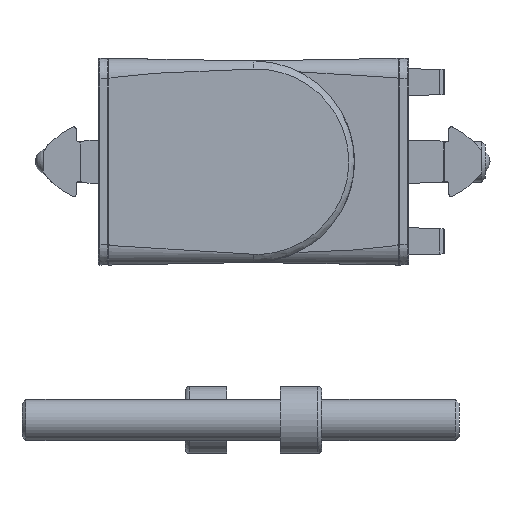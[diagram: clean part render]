
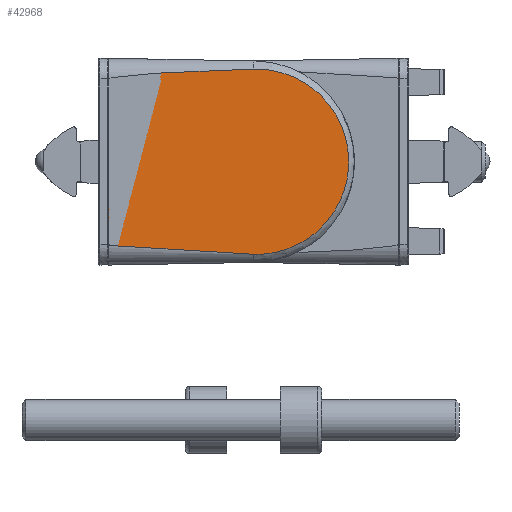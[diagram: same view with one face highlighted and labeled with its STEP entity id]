
A CAD part, front view. The second image highlights one B-rep face of the part: STEP entity #42968.
In plain terms, the highlighted face is planar.
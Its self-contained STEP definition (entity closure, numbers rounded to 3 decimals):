
#42968 = ADVANCED_FACE('',(#42969),#43020,.F.);
#42969 = FACE_BOUND('',#42970,.T.);
#42970 = EDGE_LOOP('',(#42971,#42996,#43005,#43013));
#42971 = ORIENTED_EDGE('',*,*,#42972,.F.);
#42972 = EDGE_CURVE('',#42973,#42975,#42977,.T.);
#42973 = VERTEX_POINT('',#42974);
#42974 = CARTESIAN_POINT('',(-28.,39.511,17.916));
#42975 = VERTEX_POINT('',#42976);
#42976 = CARTESIAN_POINT('',(-28.,39.511,-17.916));
#42977 = B_SPLINE_CURVE_WITH_KNOTS('',3,(#42978,#42979,#42980,#42981,
    #42982,#42983,#42984,#42985,#42986,#42987,#42988,#42989,#42990,
    #42991,#42992,#42993,#42994,#42995),.UNSPECIFIED.,.F.,.F.,(4,1,1,1,1
    ,1,1,1,1,1,1,1,1,1,1,4),(0.,0.004,
    0.007,0.011,0.014,
    0.021,0.025,0.029,
    0.032,0.036,0.039,
    0.043,0.046,0.05,
    0.053,0.057),.UNSPECIFIED.);
#42978 = CARTESIAN_POINT('',(-28.,39.511,17.916));
#42979 = CARTESIAN_POINT('',(-29.205,39.49,
    17.955));
#42980 = CARTESIAN_POINT('',(-31.574,39.449,
    17.791));
#42981 = CARTESIAN_POINT('',(-35.069,39.388,
    16.821));
#42982 = CARTESIAN_POINT('',(-38.25,39.332,
    15.197));
#42983 = CARTESIAN_POINT('',(-42.028,39.266,
    12.192));
#42984 = CARTESIAN_POINT('',(-44.755,39.219,
    8.189));
#42985 = CARTESIAN_POINT('',(-46.175,39.194,
    3.577));
#42986 = CARTESIAN_POINT('',(-46.533,39.188,
    0.024));
#42987 = CARTESIAN_POINT('',(-46.175,39.194,
    -3.583));
#42988 = CARTESIAN_POINT('',(-45.121,39.212,
    -7.006));
#42989 = CARTESIAN_POINT('',(-43.405,39.242,
    -10.173));
#42990 = CARTESIAN_POINT('',(-41.083,39.283,
    -12.941));
#42991 = CARTESIAN_POINT('',(-38.291,39.332,
    -15.172));
#42992 = CARTESIAN_POINT('',(-35.062,39.388,
    -16.824));
#42993 = CARTESIAN_POINT('',(-31.623,39.448,
    -17.782));
#42994 = CARTESIAN_POINT('',(-29.205,39.49,
    -17.955));
#42995 = CARTESIAN_POINT('',(-28.,39.511,-17.916));
#42996 = ORIENTED_EDGE('',*,*,#42997,.F.);
#42997 = EDGE_CURVE('',#42998,#42973,#43000,.T.);
#42998 = VERTEX_POINT('',#42999);
#42999 = CARTESIAN_POINT('',(0.,40.,16.));
#43000 = ELLIPSE('',#43001,229.195,4.);
#43001 = AXIS2_PLACEMENT_3D('',#43002,#43003,#43004);
#43002 = CARTESIAN_POINT('',(-229.16,36.,16.));
#43003 = DIRECTION('',(0.017,-1.,0.));
#43004 = DIRECTION('',(1.,0.017,0.));
#43005 = ORIENTED_EDGE('',*,*,#43006,.T.);
#43006 = EDGE_CURVE('',#42998,#43007,#43009,.T.);
#43007 = VERTEX_POINT('',#43008);
#43008 = CARTESIAN_POINT('',(0.,40.,-16.));
#43009 = LINE('',#43010,#43011);
#43010 = CARTESIAN_POINT('',(0.,40.,20.));
#43011 = VECTOR('',#43012,1.);
#43012 = DIRECTION('',(0.,0.,-1.));
#43013 = ORIENTED_EDGE('',*,*,#43014,.F.);
#43014 = EDGE_CURVE('',#42975,#43007,#43015,.T.);
#43015 = ELLIPSE('',#43016,229.195,4.);
#43016 = AXIS2_PLACEMENT_3D('',#43017,#43018,#43019);
#43017 = CARTESIAN_POINT('',(-229.16,36.,-16.));
#43018 = DIRECTION('',(0.017,-1.,0.));
#43019 = DIRECTION('',(1.,0.017,0.));
#43020 = PLANE('',#43021);
#43021 = AXIS2_PLACEMENT_3D('',#43022,#43023,#43024);
#43022 = CARTESIAN_POINT('',(0.,40.,40.));
#43023 = DIRECTION('',(0.017,-1.,0.));
#43024 = DIRECTION('',(1.,0.017,0.));
